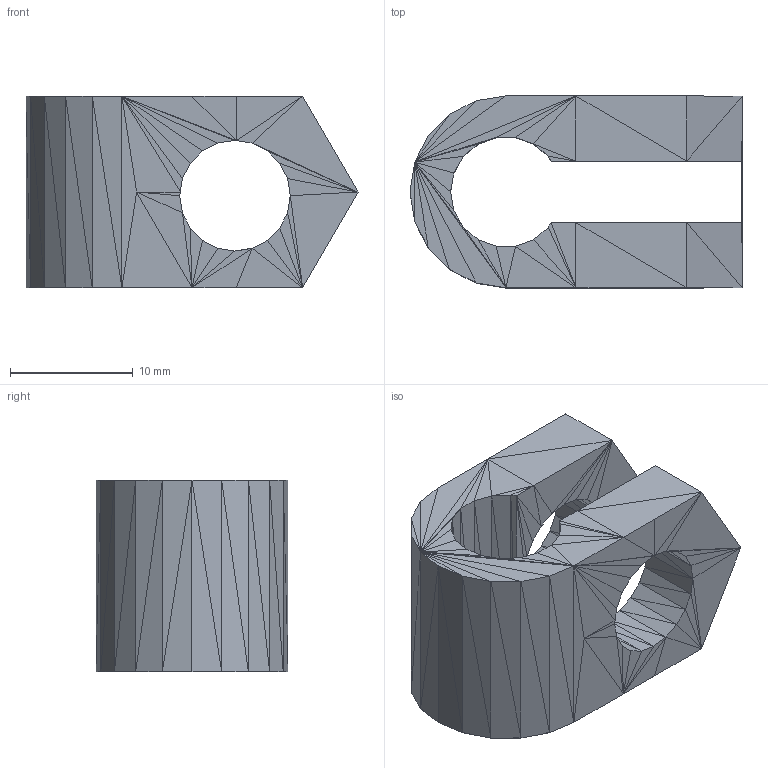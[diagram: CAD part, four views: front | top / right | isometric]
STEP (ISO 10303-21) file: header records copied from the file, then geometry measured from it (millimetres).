
FILE_DESCRIPTION(('FreeCAD Model'),'2;1');
FILE_NAME('bar-clamp.stp','2011-11-21T20:29:38' ,('FreeCAD'),('FreeCAD'),'Open CASCADE STEP processor 6.3','FreeCAD', 'Unknown');
FILE_SCHEMA(('AUTOMOTIVE_DESIGN_CC2 { 1 2 10303 214 -1 1 5 4 }'));
Length unit declared in the file: millimetre
Products named in the file (1): Open CASCADE STEP translator 6.3 3
Bounding box: 27.01 x 15.6 x 15.6 mm (x, y, z)
Volume: 2962.5 mm3; surface area: 2336 mm2
Topology: 1 solids, 1 shells, 338 faces, 508 edges, 166 vertices
Faces by surface type: plane 338
Entity records: 12704 total; most frequent: CARTESIAN_POINT 2539, DIRECTION 1692, ORIENTED_EDGE 1016, PCURVE 1016, DEFINITIONAL_REPRESENTATION 1016, LINE 1014, VECTOR 1014, B_SPLINE_CURVE_WITH_KNOTS 510
